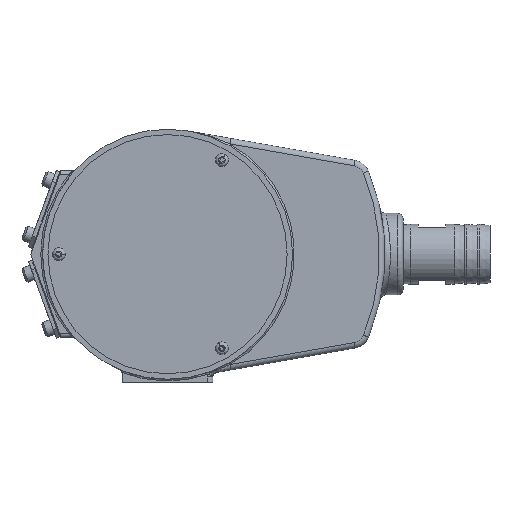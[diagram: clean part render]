
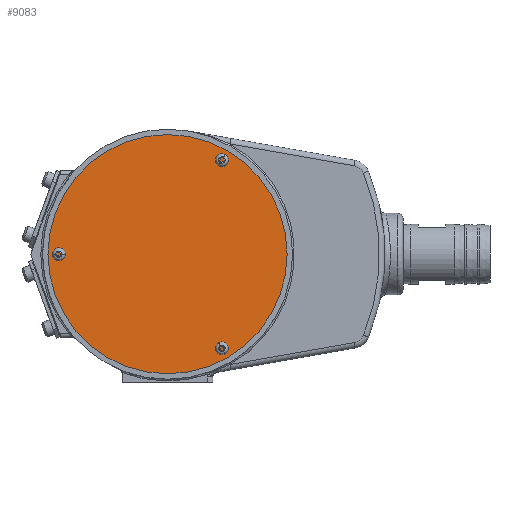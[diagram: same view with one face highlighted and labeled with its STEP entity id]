
A CAD part, left-side view. The second image highlights one B-rep face of the part: STEP entity #9083.
In plain terms, the highlighted planar face has unit normal (-1, 0, 0).
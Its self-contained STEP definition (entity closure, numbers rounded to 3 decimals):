
#2 = CARTESIAN_POINT ( 'NONE',  ( 0., 0., -66. ) ) ;
#317 = VERTEX_POINT ( 'NONE', #5511 ) ;
#331 = CARTESIAN_POINT ( 'NONE',  ( 0., 0., 0. ) ) ;
#807 = ORIENTED_EDGE ( 'NONE', *, *, #6516, .F. ) ;
#1091 = PLANE ( 'NONE',  #8944 ) ;
#1138 = DIRECTION ( 'NONE',  ( 0., 0., -1. ) ) ;
#2200 = CARTESIAN_POINT ( 'NONE',  ( 0., 0., 0. ) ) ;
#2212 = ORIENTED_EDGE ( 'NONE', *, *, #7739, .F. ) ;
#2488 = VERTEX_POINT ( 'NONE', #2 ) ;
#2851 = AXIS2_PLACEMENT_3D ( 'NONE', #2200, #7531, #3001 ) ;
#2938 = CARTESIAN_POINT ( 'NONE',  ( 0., 0., 0. ) ) ;
#3001 = DIRECTION ( 'NONE',  ( 0., 0., -1. ) ) ;
#3621 = AXIS2_PLACEMENT_3D ( 'NONE', #2938, #8227, #3709 ) ;
#3709 = DIRECTION ( 'NONE',  ( 0., 0., -1. ) ) ;
#5511 = CARTESIAN_POINT ( 'NONE',  ( 0., 0., 66. ) ) ;
#5722 = DIRECTION ( 'NONE',  ( 1., 0., 0. ) ) ;
#5879 = EDGE_LOOP ( 'NONE', ( #2212, #807 ) ) ;
#6196 = CIRCLE ( 'NONE', #2851, 66. ) ;
#6374 = FACE_OUTER_BOUND ( 'NONE', #5879, .T. ) ;
#6399 = CIRCLE ( 'NONE', #3621, 66. ) ;
#6516 = EDGE_CURVE ( 'NONE', #2488, #317, #6196, .T. ) ;
#7531 = DIRECTION ( 'NONE',  ( 1., 0., 0. ) ) ;
#7739 = EDGE_CURVE ( 'NONE', #317, #2488, #6399, .T. ) ;
#8227 = DIRECTION ( 'NONE',  ( 1., 0., 0. ) ) ;
#8944 = AXIS2_PLACEMENT_3D ( 'NONE', #331, #5722, #1138 ) ;
#9083 = ADVANCED_FACE ( 'NONE', ( #6374 ), #1091, .F. ) ;
